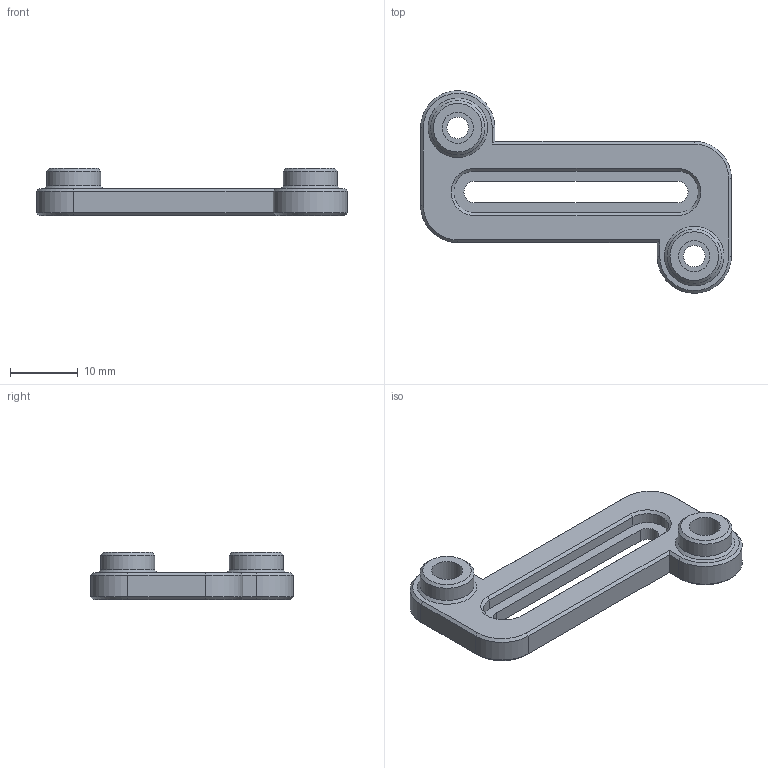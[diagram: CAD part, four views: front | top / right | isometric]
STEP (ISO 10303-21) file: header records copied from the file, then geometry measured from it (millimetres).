
FILE_DESCRIPTION(('FreeCAD Model'),'2;1');
FILE_NAME('Open CASCADE Shape Model','2025-11-10T20:42:05',(''),(''), 'Open CASCADE STEP processor 7.8','FreeCAD','Unknown');
FILE_SCHEMA(('AUTOMOTIVE_DESIGN { 1 0 10303 214 1 1 1 1 }'));
Length unit declared in the file: millimetre
Products named in the file (1): Body
Bounding box: 46 x 30 x 7 mm (x, y, z)
Volume: 2707.4 mm3; surface area: 2466.5 mm2
Topology: 1 solids, 1 shells, 59 faces, 128 edges, 76 vertices
Faces by surface type: plane 31, cylinder 14, cone 14
Full cylindrical faces by diameter (mm): 3.2 x2, 4.6 x2, 8 x2
Entity records: 1612 total; most frequent: DIRECTION 288, CARTESIAN_POINT 266, ORIENTED_EDGE 256, EDGE_CURVE 128, AXIS2_PLACEMENT_3D 102, LINE 84, VECTOR 84, VERTEX_POINT 76
